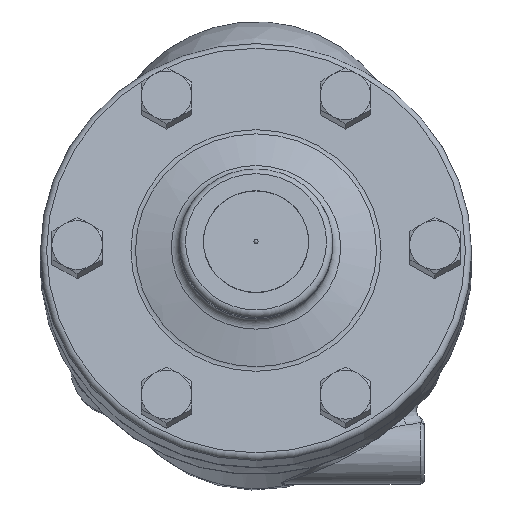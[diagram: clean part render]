
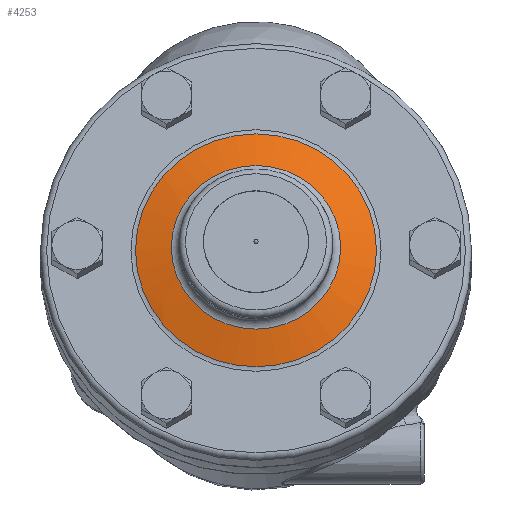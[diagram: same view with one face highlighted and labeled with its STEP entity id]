
A CAD part, left-side view. The second image highlights one B-rep face of the part: STEP entity #4253.
In plain terms, the highlighted spherical face has radius 160 mm.
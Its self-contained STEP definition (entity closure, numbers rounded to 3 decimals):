
#421=SPHERICAL_SURFACE('',#4661,160.);
#809=FACE_BOUND('',#1326,.T.);
#1009=FACE_OUTER_BOUND('',#1325,.T.);
#1325=EDGE_LOOP('',(#3473));
#1326=EDGE_LOOP('',(#3474));
#1597=CIRCLE('',#4660,57.274);
#1598=CIRCLE('',#4662,40.242);
#1969=VERTEX_POINT('',#8045);
#1970=VERTEX_POINT('',#8048);
#2513=EDGE_CURVE('',#1969,#1969,#1597,.T.);
#2514=EDGE_CURVE('',#1970,#1970,#1598,.T.);
#3473=ORIENTED_EDGE('',*,*,#2513,.F.);
#3474=ORIENTED_EDGE('',*,*,#2514,.F.);
#4253=ADVANCED_FACE('',(#1009,#809),#421,.T.);
#4660=AXIS2_PLACEMENT_3D('',#8046,#5503,#5504);
#4661=AXIS2_PLACEMENT_3D('',#8047,#5505,#5506);
#4662=AXIS2_PLACEMENT_3D('',#8049,#5507,#5508);
#5503=DIRECTION('center_axis',(0.966,0.,-0.259));
#5504=DIRECTION('ref_axis',(0.259,0.,0.966));
#5505=DIRECTION('center_axis',(0.,0.,1.));
#5506=DIRECTION('ref_axis',(1.,0.,0.));
#5507=DIRECTION('center_axis',(-0.966,0.,0.259));
#5508=DIRECTION('ref_axis',(0.259,0.,0.966));
#8045=CARTESIAN_POINT('',(-31.146,0.,-50.949));
#8046=CARTESIAN_POINT('Origin',(-16.322,0.,4.373));
#8047=CARTESIAN_POINT('Origin',(127.985,0.,-34.294));
#8048=CARTESIAN_POINT('',(-32.01,0.,-33.085));
#8049=CARTESIAN_POINT('Origin',(-21.595,0.,5.786));
